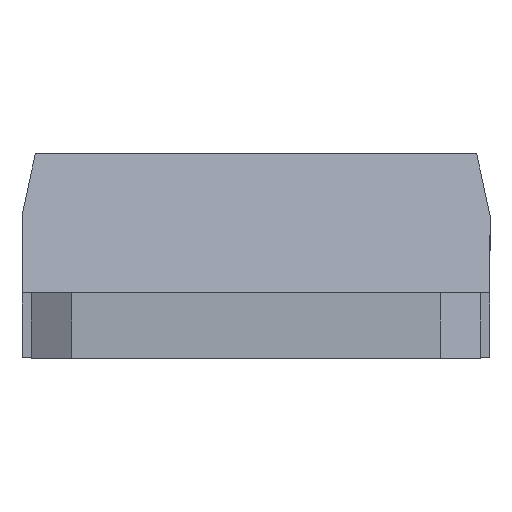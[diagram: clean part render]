
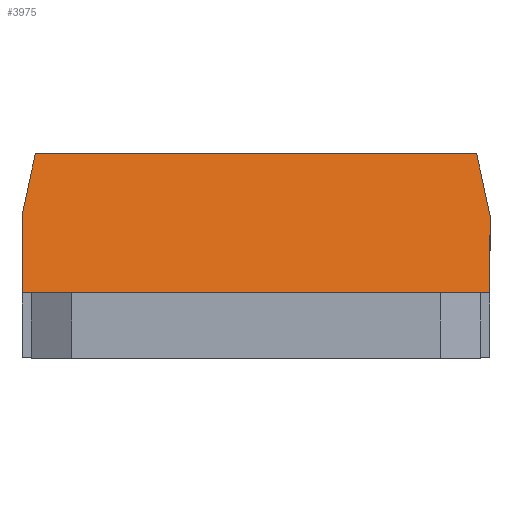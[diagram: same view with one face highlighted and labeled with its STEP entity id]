
A CAD part, left-side view. The second image highlights one B-rep face of the part: STEP entity #3975.
In plain terms, the highlighted planar face has unit normal (-0.985, 0, 0.174).
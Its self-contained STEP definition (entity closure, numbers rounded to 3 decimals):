
#137 = AXIS2_PLACEMENT_3D ( 'NONE', #6566, #14699, #5170 ) ;
#283 = LINE ( 'NONE', #15298, #13735 ) ;
#483 = VECTOR ( 'NONE', #8750, 1000. ) ;
#657 = VERTEX_POINT ( 'NONE', #8051 ) ;
#1091 = CARTESIAN_POINT ( 'NONE',  ( -6., -5.05, 1.4 ) ) ;
#1249 = CARTESIAN_POINT ( 'NONE',  ( -5.471, 4.762, 4.4 ) ) ;
#1906 = ORIENTED_EDGE ( 'NONE', *, *, #12718, .F. ) ;
#2239 = VERTEX_POINT ( 'NONE', #14489 ) ;
#2325 = DIRECTION ( 'NONE',  ( 0.174, 0., 0.985 ) ) ;
#2541 = DIRECTION ( 'NONE',  ( 0.17, 0.208, 0.963 ) ) ;
#2553 = PLANE ( 'NONE',  #137 ) ;
#3056 = ORIENTED_EDGE ( 'NONE', *, *, #14419, .F. ) ;
#3368 = LINE ( 'NONE', #6041, #14848 ) ;
#3515 = LINE ( 'NONE', #13089, #7925 ) ;
#3578 = VERTEX_POINT ( 'NONE', #6246 ) ;
#3628 = CARTESIAN_POINT ( 'NONE',  ( -5.63, -4.957, 3.499 ) ) ;
#3687 = CARTESIAN_POINT ( 'NONE',  ( -6., 5.05, 1.4 ) ) ;
#3796 = DIRECTION ( 'NONE',  ( 0., -1., 0. ) ) ;
#3975 = ADVANCED_FACE ( 'NONE', ( #4078 ), #2553, .F. ) ;
#4078 = FACE_OUTER_BOUND ( 'NONE', #10500, .T. ) ;
#4852 = LINE ( 'NONE', #14211, #483 ) ;
#4948 = EDGE_CURVE ( 'NONE', #17296, #16470, #3515, .T. ) ;
#5170 = DIRECTION ( 'NONE',  ( -0.174, 0., -0.985 ) ) ;
#5830 = EDGE_CURVE ( 'NONE', #657, #7092, #15839, .T. ) ;
#5955 = ORIENTED_EDGE ( 'NONE', *, *, #8215, .T. ) ;
#6041 = CARTESIAN_POINT ( 'NONE',  ( -5.987, 5.395, 1.472 ) ) ;
#6246 = CARTESIAN_POINT ( 'NONE',  ( -5.706, 5.05, 3.069 ) ) ;
#6350 = EDGE_CURVE ( 'NONE', #11786, #3578, #3368, .T. ) ;
#6566 = CARTESIAN_POINT ( 'NONE',  ( -6., 5.05, 1.4 ) ) ;
#7092 = VERTEX_POINT ( 'NONE', #11822 ) ;
#7673 = EDGE_CURVE ( 'NONE', #2239, #17296, #283, .T. ) ;
#7899 = CARTESIAN_POINT ( 'NONE',  ( -6., 4.85, 1.4 ) ) ;
#7925 = VECTOR ( 'NONE', #3796, 1000. ) ;
#8051 = CARTESIAN_POINT ( 'NONE',  ( -6., -5.05, 1.4 ) ) ;
#8066 = LINE ( 'NONE', #3628, #13748 ) ;
#8215 = EDGE_CURVE ( 'NONE', #7092, #12381, #8066, .T. ) ;
#8345 = LINE ( 'NONE', #13493, #8955 ) ;
#8750 = DIRECTION ( 'NONE',  ( 0., -1., 0. ) ) ;
#8955 = VECTOR ( 'NONE', #15075, 1000. ) ;
#9317 = ORIENTED_EDGE ( 'NONE', *, *, #5830, .T. ) ;
#9896 = ORIENTED_EDGE ( 'NONE', *, *, #4948, .T. ) ;
#10329 = LINE ( 'NONE', #3687, #14902 ) ;
#10500 = EDGE_LOOP ( 'NONE', ( #1906, #17513, #3056, #11531, #9896, #14636, #9317, #5955 ) ) ;
#11243 = CARTESIAN_POINT ( 'NONE',  ( -5.471, -4.762, 4.4 ) ) ;
#11531 = ORIENTED_EDGE ( 'NONE', *, *, #7673, .T. ) ;
#11536 = DIRECTION ( 'NONE',  ( -0.17, 0.208, -0.963 ) ) ;
#11786 = VERTEX_POINT ( 'NONE', #1249 ) ;
#11822 = CARTESIAN_POINT ( 'NONE',  ( -5.706, -5.05, 3.069 ) ) ;
#11893 = EDGE_CURVE ( 'NONE', #16470, #657, #10329, .T. ) ;
#12381 = VERTEX_POINT ( 'NONE', #11243 ) ;
#12718 = EDGE_CURVE ( 'NONE', #11786, #12381, #4852, .T. ) ;
#12732 = CARTESIAN_POINT ( 'NONE',  ( -6., -4.85, 1.4 ) ) ;
#13089 = CARTESIAN_POINT ( 'NONE',  ( -6., 5.05, 1.4 ) ) ;
#13493 = CARTESIAN_POINT ( 'NONE',  ( -6., 5.05, 1.4 ) ) ;
#13735 = VECTOR ( 'NONE', #16884, 1000. ) ;
#13748 = VECTOR ( 'NONE', #2541, 1000. ) ;
#14211 = CARTESIAN_POINT ( 'NONE',  ( -5.471, 5.05, 4.4 ) ) ;
#14419 = EDGE_CURVE ( 'NONE', #2239, #3578, #8345, .T. ) ;
#14472 = VECTOR ( 'NONE', #2325, 1000. ) ;
#14489 = CARTESIAN_POINT ( 'NONE',  ( -6., 5.05, 1.4 ) ) ;
#14552 = DIRECTION ( 'NONE',  ( 0., -1., 0. ) ) ;
#14636 = ORIENTED_EDGE ( 'NONE', *, *, #11893, .T. ) ;
#14699 = DIRECTION ( 'NONE',  ( 0.985, 0., -0.174 ) ) ;
#14848 = VECTOR ( 'NONE', #11536, 1000. ) ;
#14902 = VECTOR ( 'NONE', #14552, 1000. ) ;
#15075 = DIRECTION ( 'NONE',  ( 0.174, 0., 0.985 ) ) ;
#15298 = CARTESIAN_POINT ( 'NONE',  ( -6., 5.05, 1.4 ) ) ;
#15839 = LINE ( 'NONE', #1091, #14472 ) ;
#16470 = VERTEX_POINT ( 'NONE', #12732 ) ;
#16884 = DIRECTION ( 'NONE',  ( 0., -1., 0. ) ) ;
#17296 = VERTEX_POINT ( 'NONE', #7899 ) ;
#17513 = ORIENTED_EDGE ( 'NONE', *, *, #6350, .T. ) ;
